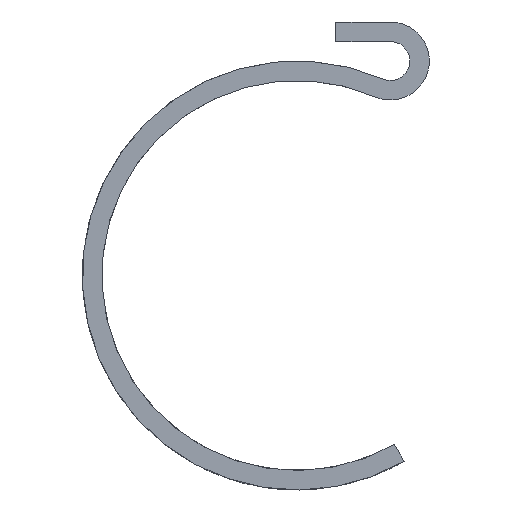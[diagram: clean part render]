
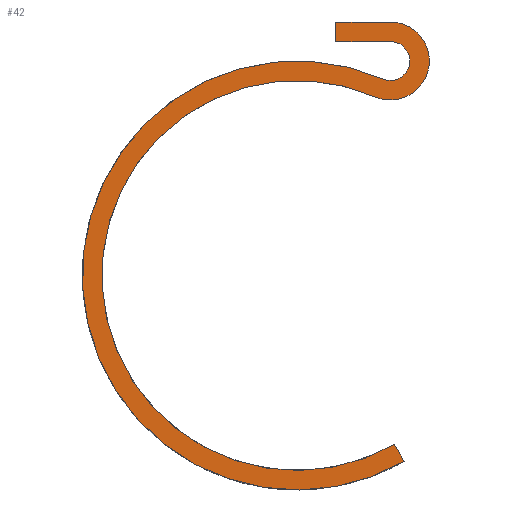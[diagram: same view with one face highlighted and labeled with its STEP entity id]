
A CAD part, left-side view. The second image highlights one B-rep face of the part: STEP entity #42.
In plain terms, the highlighted planar face has unit normal (-1, 0, 0).
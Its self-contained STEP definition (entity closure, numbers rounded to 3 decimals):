
#42 = ADVANCED_FACE( '', ( #86 ), #87, .F. );
#86 = FACE_OUTER_BOUND( '', #129, .T. );
#87 = PLANE( '', #130 );
#129 = EDGE_LOOP( '', ( #181, #182, #183, #184, #185, #186, #187, #188 ) );
#130 = AXIS2_PLACEMENT_3D( '', #189, #190, #191 );
#181 = ORIENTED_EDGE( '', *, *, #279, .F. );
#182 = ORIENTED_EDGE( '', *, *, #265, .F. );
#183 = ORIENTED_EDGE( '', *, *, #280, .T. );
#184 = ORIENTED_EDGE( '', *, *, #281, .F. );
#185 = ORIENTED_EDGE( '', *, *, #282, .F. );
#186 = ORIENTED_EDGE( '', *, *, #283, .T. );
#187 = ORIENTED_EDGE( '', *, *, #284, .F. );
#188 = ORIENTED_EDGE( '', *, *, #285, .F. );
#189 = CARTESIAN_POINT( '', ( 0., -2.638, 6.05 ) );
#190 = DIRECTION( '', ( 1., 0., 0. ) );
#191 = DIRECTION( '', ( 0., 0., -1. ) );
#265 = EDGE_CURVE( '', #307, #308, #309, .T. );
#279 = EDGE_CURVE( '', #308, #331, #332, .T. );
#280 = EDGE_CURVE( '', #307, #333, #334, .T. );
#281 = EDGE_CURVE( '', #335, #333, #336, .T. );
#282 = EDGE_CURVE( '', #337, #335, #338, .T. );
#283 = EDGE_CURVE( '', #337, #339, #340, .T. );
#284 = EDGE_CURVE( '', #341, #339, #342, .T. );
#285 = EDGE_CURVE( '', #331, #341, #343, .T. );
#307 = VERTEX_POINT( '', #369 );
#308 = VERTEX_POINT( '', #370 );
#309 = LINE( '', #371, #372 );
#331 = VERTEX_POINT( '', #402 );
#332 = LINE( '', #403, #404 );
#333 = VERTEX_POINT( '', #405 );
#334 = CIRCLE( '', #406, 0.55 );
#335 = VERTEX_POINT( '', #407 );
#336 = CIRCLE( '', #408, 6.05 );
#337 = VERTEX_POINT( '', #409 );
#338 = LINE( '', #410, #411 );
#339 = VERTEX_POINT( '', #412 );
#340 = CIRCLE( '', #413, 5.5 );
#341 = VERTEX_POINT( '', #414 );
#342 = CIRCLE( '', #415, 1.1 );
#343 = LINE( '', #416, #417 );
#369 = CARTESIAN_POINT( '', ( 0., -2.638, 6.6 ) );
#370 = CARTESIAN_POINT( '', ( 0., -1.1, 6.6 ) );
#371 = CARTESIAN_POINT( '', ( 0., -2.638, 6.6 ) );
#372 = VECTOR( '', #450, 1000. );
#402 = CARTESIAN_POINT( '', ( 0., -1.1, 7.15 ) );
#403 = CARTESIAN_POINT( '', ( 0., -1.1, 6.6 ) );
#404 = VECTOR( '', #465, 1000. );
#405 = CARTESIAN_POINT( '', ( 0., -2.418, 5.546 ) );
#406 = AXIS2_PLACEMENT_3D( '', #466, #467, #468 );
#407 = CARTESIAN_POINT( '', ( 0., -3.025, -5.239 ) );
#408 = AXIS2_PLACEMENT_3D( '', #469, #470, #471 );
#409 = CARTESIAN_POINT( '', ( 0., -2.75, -4.763 ) );
#410 = CARTESIAN_POINT( '', ( 0., -2.75, -4.763 ) );
#411 = VECTOR( '', #472, 1000. );
#412 = CARTESIAN_POINT( '', ( 0., -2.198, 5.042 ) );
#413 = AXIS2_PLACEMENT_3D( '', #473, #474, #475 );
#414 = CARTESIAN_POINT( '', ( 0., -2.638, 7.15 ) );
#415 = AXIS2_PLACEMENT_3D( '', #476, #477, #478 );
#416 = CARTESIAN_POINT( '', ( 0., -1.1, 7.15 ) );
#417 = VECTOR( '', #479, 1000. );
#450 = DIRECTION( '', ( 0., 1., 0. ) );
#465 = DIRECTION( '', ( 0., 0., 1. ) );
#466 = CARTESIAN_POINT( '', ( 0., -2.638, 6.05 ) );
#467 = DIRECTION( '', ( 1., 0., 0. ) );
#468 = DIRECTION( '', ( 0., 0., -1. ) );
#469 = CARTESIAN_POINT( '', ( 0., 0., 0. ) );
#470 = DIRECTION( '', ( 1., 0., 0. ) );
#471 = DIRECTION( '', ( 0., 0., -1. ) );
#472 = DIRECTION( '', ( 0., -0.5, -0.866 ) );
#473 = CARTESIAN_POINT( '', ( 0., 0., 0. ) );
#474 = DIRECTION( '', ( 1., 0., 0. ) );
#475 = DIRECTION( '', ( 0., 0., -1. ) );
#476 = CARTESIAN_POINT( '', ( 0., -2.638, 6.05 ) );
#477 = DIRECTION( '', ( 1., 0., 0. ) );
#478 = DIRECTION( '', ( 0., 0., -1. ) );
#479 = DIRECTION( '', ( 0., -1., 0. ) );
